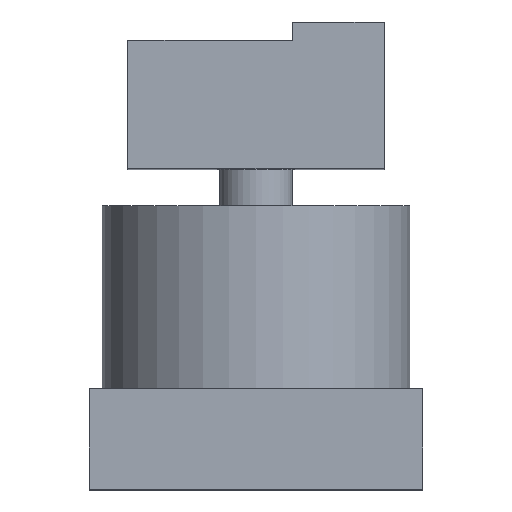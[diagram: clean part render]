
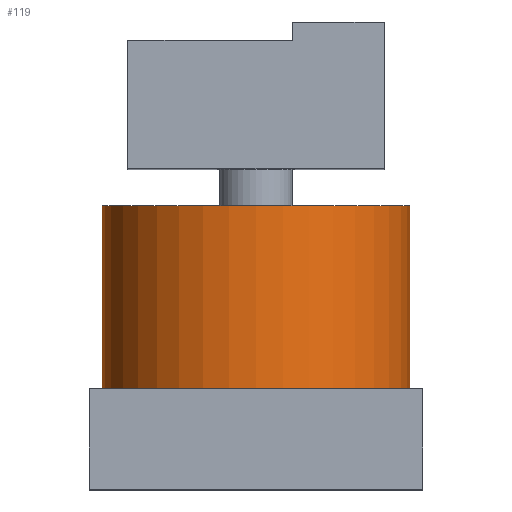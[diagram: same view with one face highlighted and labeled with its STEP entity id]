
A CAD part, top view. The second image highlights one B-rep face of the part: STEP entity #119.
In plain terms, the highlighted cylindrical face has radius 8.4 mm (diameter 16.8 mm), a partial arc.
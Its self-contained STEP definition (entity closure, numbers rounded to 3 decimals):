
#119=ADVANCED_FACE('',(#249),#250,.T.);
#249=FACE_OUTER_BOUND('',#404,.T.);
#250=CYLINDRICAL_SURFACE('',#405,8.4);
#404=EDGE_LOOP('',(#640,#641,#642,#643));
#405=AXIS2_PLACEMENT_3D('',#644,#645,#646);
#640=ORIENTED_EDGE('',*,*,#912,.T.);
#641=ORIENTED_EDGE('',*,*,#925,.F.);
#642=ORIENTED_EDGE('',*,*,#914,.T.);
#643=ORIENTED_EDGE('',*,*,#926,.F.);
#644=CARTESIAN_POINT('',(0.0,-7.0,0.0));
#645=DIRECTION('',(-0.0,1.0,0.0));
#646=DIRECTION('',(1.0,0.0,0.0));
#912=EDGE_CURVE('',#1080,#1081,#1082,.T.);
#914=EDGE_CURVE('',#1085,#1083,#1086,.T.);
#925=EDGE_CURVE('',#1085,#1081,#1101,.T.);
#926=EDGE_CURVE('',#1080,#1083,#1102,.T.);
#1080=VERTEX_POINT('',#1317);
#1081=VERTEX_POINT('',#1318);
#1082=LINE('',#1319,#1320);
#1083=VERTEX_POINT('',#1321);
#1085=VERTEX_POINT('',#1323);
#1086=LINE('',#1324,#1325);
#1101=CIRCLE('',#1342,8.4);
#1102=CIRCLE('',#1343,8.4);
#1317=CARTESIAN_POINT('',(8.4,-12.0,0.0));
#1318=CARTESIAN_POINT('',(8.4,-2.0,0.0));
#1319=CARTESIAN_POINT('',(8.4,-7.0,0.));
#1320=VECTOR('',#1549,1.0);
#1321=CARTESIAN_POINT('',(-8.4,-12.0,0.));
#1323=CARTESIAN_POINT('',(-8.4,-2.0,0.));
#1324=CARTESIAN_POINT('',(-8.4,-7.0,0.));
#1325=VECTOR('',#1553,1.0);
#1342=AXIS2_PLACEMENT_3D('',#1571,#1572,#1573);
#1343=AXIS2_PLACEMENT_3D('',#1574,#1575,#1576);
#1549=DIRECTION('',(0.0,1.0,0.0));
#1553=DIRECTION('',(-0.0,-1.0,-0.0));
#1571=CARTESIAN_POINT('',(0.0,-2.0,0.0));
#1572=DIRECTION('',(-0.0,1.0,0.0));
#1573=DIRECTION('',(1.0,0.0,0.0));
#1574=CARTESIAN_POINT('',(0.0,-12.0,0.0));
#1575=DIRECTION('',(0.0,-1.0,0.0));
#1576=DIRECTION('',(1.0,0.0,0.0));
